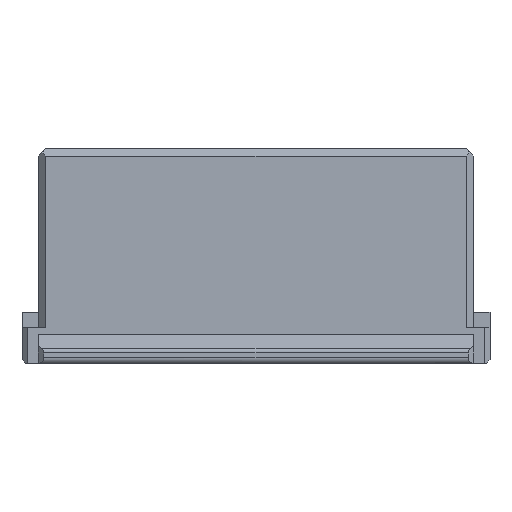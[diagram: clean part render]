
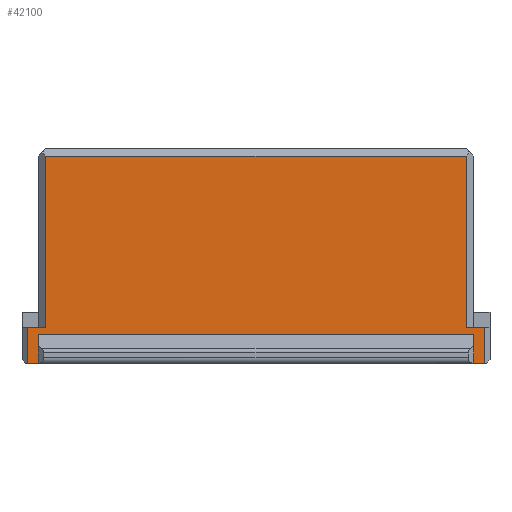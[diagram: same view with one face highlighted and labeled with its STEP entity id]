
A CAD part, front view. The second image highlights one B-rep face of the part: STEP entity #42100.
In plain terms, the highlighted planar face has unit normal (0, -1, 0).
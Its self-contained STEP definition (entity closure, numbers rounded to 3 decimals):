
#200=CARTESIAN_POINT('',(-11.45,-4.6,0.));
#201=VERTEX_POINT('',#200);
#218=CARTESIAN_POINT('',(-11.45,-4.6,1.5));
#219=VERTEX_POINT('',#218);
#226=CARTESIAN_POINT('',(-11.45,-4.6,1.5));
#227=DIRECTION('',(0.,0.,-1.));
#228=VECTOR('',#227,1.5);
#229=LINE('',#226,#228);
#230=EDGE_CURVE('',#219,#201,#229,.T.);
#242=CARTESIAN_POINT('',(-12.,-4.6,0.));
#243=VERTEX_POINT('',#242);
#250=CARTESIAN_POINT('',(-12.,-4.6,1.9));
#251=VERTEX_POINT('',#250);
#252=CARTESIAN_POINT('',(-12.,-4.6,0.));
#253=DIRECTION('',(0.,0.,1.));
#254=VECTOR('',#253,1.9);
#255=LINE('',#252,#254);
#256=EDGE_CURVE('',#243,#251,#255,.T.);
#332=CARTESIAN_POINT('',(-11.05,-4.6,1.9));
#333=VERTEX_POINT('',#332);
#340=CARTESIAN_POINT('',(-11.05,-4.6,10.9));
#341=VERTEX_POINT('',#340);
#342=CARTESIAN_POINT('',(-11.05,-4.6,1.9));
#343=DIRECTION('',(0.,0.,1.));
#344=VECTOR('',#343,9.);
#345=LINE('',#342,#344);
#346=EDGE_CURVE('',#333,#341,#345,.T.);
#657=CARTESIAN_POINT('',(-12.,-4.6,1.9));
#658=DIRECTION('',(1.,0.,0.));
#659=VECTOR('',#658,0.95);
#660=LINE('',#657,#659);
#661=EDGE_CURVE('',#251,#333,#660,.T.);
#11943=CARTESIAN_POINT('',(11.45,-4.6,1.5));
#11944=VERTEX_POINT('',#11943);
#11951=CARTESIAN_POINT('',(11.45,-4.6,1.5));
#11952=DIRECTION('',(-1.,0.,0.));
#11953=VECTOR('',#11952,22.9);
#11954=LINE('',#11951,#11953);
#11955=EDGE_CURVE('',#11944,#219,#11954,.T.);
#11973=CARTESIAN_POINT('',(11.45,-4.6,0.));
#11974=VERTEX_POINT('',#11973);
#11975=CARTESIAN_POINT('',(11.45,-4.6,0.));
#11976=DIRECTION('',(0.,0.,1.));
#11977=VECTOR('',#11976,1.5);
#11978=LINE('',#11975,#11977);
#11979=EDGE_CURVE('',#11974,#11944,#11978,.T.);
#12022=CARTESIAN_POINT('',(12.,-4.6,1.9));
#12023=VERTEX_POINT('',#12022);
#12030=CARTESIAN_POINT('',(12.,-4.6,0.));
#12031=VERTEX_POINT('',#12030);
#12032=CARTESIAN_POINT('',(12.,-4.6,1.9));
#12033=DIRECTION('',(0.,0.,-1.));
#12034=VECTOR('',#12033,1.9);
#12035=LINE('',#12032,#12034);
#12036=EDGE_CURVE('',#12023,#12031,#12035,.T.);
#42040=CARTESIAN_POINT('',(11.05,-4.6,10.9));
#42041=VERTEX_POINT('',#42040);
#42042=CARTESIAN_POINT('',(-11.05,-4.6,10.9));
#42043=DIRECTION('',(1.,0.,0.));
#42044=VECTOR('',#42043,22.1);
#42045=LINE('',#42042,#42044);
#42046=EDGE_CURVE('',#341,#42041,#42045,.T.);
#42059=CARTESIAN_POINT('',(0.,-4.6,5.45));
#42060=DIRECTION('',(1.,0.,0.));
#42061=DIRECTION('',(0.,-1.,0.));
#42062=AXIS2_PLACEMENT_3D('',#42059,#42061,#42060);
#42063=PLANE('',#42062);
#42064=ORIENTED_EDGE('',*,*,#11979,.F.);
#42065=CARTESIAN_POINT('',(11.45,-4.6,0.));
#42066=DIRECTION('',(1.,0.,0.));
#42067=VECTOR('',#42066,0.55);
#42068=LINE('',#42065,#42067);
#42069=EDGE_CURVE('',#11974,#12031,#42068,.T.);
#42070=ORIENTED_EDGE('',*,*,#42069,.T.);
#42071=ORIENTED_EDGE('',*,*,#12036,.F.);
#42072=CARTESIAN_POINT('',(11.05,-4.6,1.9));
#42073=VERTEX_POINT('',#42072);
#42074=CARTESIAN_POINT('',(12.,-4.6,1.9));
#42075=DIRECTION('',(-1.,0.,0.));
#42076=VECTOR('',#42075,0.95);
#42077=LINE('',#42074,#42076);
#42078=EDGE_CURVE('',#12023,#42073,#42077,.T.);
#42079=ORIENTED_EDGE('',*,*,#42078,.T.);
#42080=CARTESIAN_POINT('',(11.05,-4.6,1.9));
#42081=DIRECTION('',(0.,0.,1.));
#42082=VECTOR('',#42081,9.);
#42083=LINE('',#42080,#42082);
#42084=EDGE_CURVE('',#42073,#42041,#42083,.T.);
#42085=ORIENTED_EDGE('',*,*,#42084,.T.);
#42086=ORIENTED_EDGE('',*,*,#42046,.F.);
#42087=ORIENTED_EDGE('',*,*,#346,.F.);
#42088=ORIENTED_EDGE('',*,*,#661,.F.);
#42089=ORIENTED_EDGE('',*,*,#256,.F.);
#42090=CARTESIAN_POINT('',(-12.,-4.6,0.));
#42091=DIRECTION('',(1.,0.,0.));
#42092=VECTOR('',#42091,0.55);
#42093=LINE('',#42090,#42092);
#42094=EDGE_CURVE('',#243,#201,#42093,.T.);
#42095=ORIENTED_EDGE('',*,*,#42094,.T.);
#42096=ORIENTED_EDGE('',*,*,#230,.F.);
#42097=ORIENTED_EDGE('',*,*,#11955,.F.);
#42098=EDGE_LOOP('',(#42064,#42070,#42071,#42079,#42085,#42086,#42087,#42088,#42089,#42095,#42096,#42097));
#42099=FACE_OUTER_BOUND('',#42098,.T.);
#42100=ADVANCED_FACE('',(#42099),#42063,.T.);
